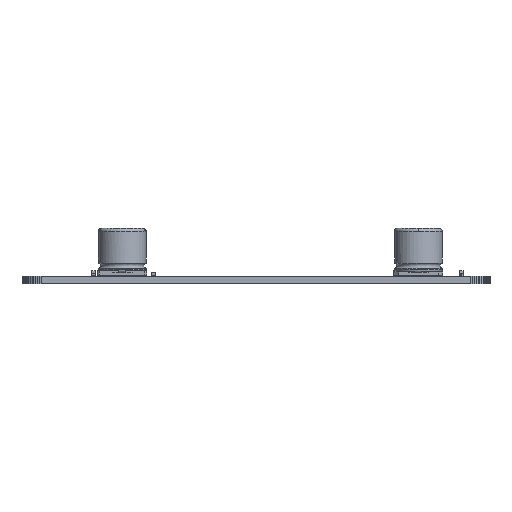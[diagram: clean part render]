
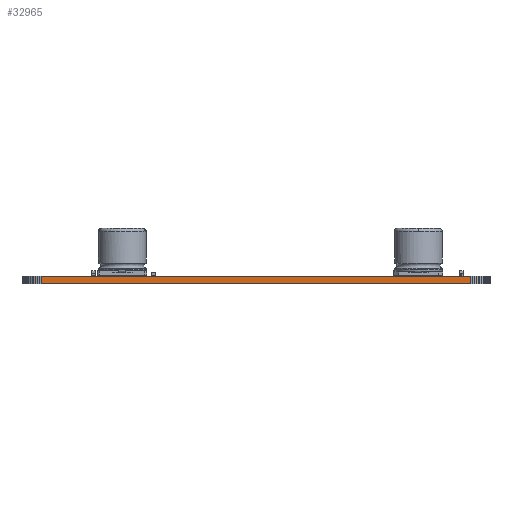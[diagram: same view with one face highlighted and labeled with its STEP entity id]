
A CAD part, left-side view. The second image highlights one B-rep face of the part: STEP entity #32965.
In plain terms, the highlighted planar face has unit normal (-1, 0, 0).
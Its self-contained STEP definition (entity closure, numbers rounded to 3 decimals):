
#10791 = PLANE('',#10792);
#10792 = AXIS2_PLACEMENT_3D('',#10793,#10794,#10795);
#10793 = CARTESIAN_POINT('',(49.,49.,1.58));
#10794 = DIRECTION('',(-0.,-0.,-1.));
#10795 = DIRECTION('',(-1.,0.,0.));
#10845 = PLANE('',#10846);
#10846 = AXIS2_PLACEMENT_3D('',#10847,#10848,#10849);
#10847 = CARTESIAN_POINT('',(49.,49.,0.));
#10848 = DIRECTION('',(-0.,-0.,-1.));
#10849 = DIRECTION('',(-1.,0.,0.));
#12298 = VERTEX_POINT('',#12299);
#12299 = CARTESIAN_POINT('',(0.,4.,0.));
#12313 = PLANE('',#12314);
#12314 = AXIS2_PLACEMENT_3D('',#12315,#12316,#12317);
#12315 = CARTESIAN_POINT('',(0.019,3.608,0.));
#12316 = DIRECTION('',(-0.999,-0.049,0.));
#12317 = DIRECTION('',(-0.049,0.999,0.));
#12325 = EDGE_CURVE('',#12298,#12326,#12328,.T.);
#12326 = VERTEX_POINT('',#12327);
#12327 = CARTESIAN_POINT('',(0.,94.,0.));
#12328 = SURFACE_CURVE('',#12329,(#12333,#12340),.PCURVE_S1.);
#12329 = LINE('',#12330,#12331);
#12330 = CARTESIAN_POINT('',(0.,4.,0.));
#12331 = VECTOR('',#12332,1.);
#12332 = DIRECTION('',(0.,1.,0.));
#12333 = PCURVE('',#10845,#12334);
#12334 = DEFINITIONAL_REPRESENTATION('',(#12335),#12339);
#12335 = LINE('',#12336,#12337);
#12336 = CARTESIAN_POINT('',(49.,-45.));
#12337 = VECTOR('',#12338,1.);
#12338 = DIRECTION('',(0.,1.));
#12339 = ( GEOMETRIC_REPRESENTATION_CONTEXT(2) 
PARAMETRIC_REPRESENTATION_CONTEXT() REPRESENTATION_CONTEXT('2D SPACE',''
  ) );
#12340 = PCURVE('',#12341,#12346);
#12341 = PLANE('',#12342);
#12342 = AXIS2_PLACEMENT_3D('',#12343,#12344,#12345);
#12343 = CARTESIAN_POINT('',(0.,4.,0.));
#12344 = DIRECTION('',(-1.,0.,0.));
#12345 = DIRECTION('',(0.,1.,0.));
#12346 = DEFINITIONAL_REPRESENTATION('',(#12347),#12351);
#12347 = LINE('',#12348,#12349);
#12348 = CARTESIAN_POINT('',(0.,0.));
#12349 = VECTOR('',#12350,1.);
#12350 = DIRECTION('',(1.,0.));
#12351 = ( GEOMETRIC_REPRESENTATION_CONTEXT(2) 
PARAMETRIC_REPRESENTATION_CONTEXT() REPRESENTATION_CONTEXT('2D SPACE',''
  ) );
#12369 = PLANE('',#12370);
#12370 = AXIS2_PLACEMENT_3D('',#12371,#12372,#12373);
#12371 = CARTESIAN_POINT('',(0.,94.,0.));
#12372 = DIRECTION('',(-0.999,0.049,0.));
#12373 = DIRECTION('',(0.049,0.999,0.));
#23585 = VERTEX_POINT('',#23586);
#23586 = CARTESIAN_POINT('',(0.,4.,1.58));
#23607 = EDGE_CURVE('',#23585,#23608,#23610,.T.);
#23608 = VERTEX_POINT('',#23609);
#23609 = CARTESIAN_POINT('',(0.,94.,1.58));
#23610 = SURFACE_CURVE('',#23611,(#23615,#23622),.PCURVE_S1.);
#23611 = LINE('',#23612,#23613);
#23612 = CARTESIAN_POINT('',(0.,4.,1.58));
#23613 = VECTOR('',#23614,1.);
#23614 = DIRECTION('',(0.,1.,0.));
#23615 = PCURVE('',#10791,#23616);
#23616 = DEFINITIONAL_REPRESENTATION('',(#23617),#23621);
#23617 = LINE('',#23618,#23619);
#23618 = CARTESIAN_POINT('',(49.,-45.));
#23619 = VECTOR('',#23620,1.);
#23620 = DIRECTION('',(0.,1.));
#23621 = ( GEOMETRIC_REPRESENTATION_CONTEXT(2) 
PARAMETRIC_REPRESENTATION_CONTEXT() REPRESENTATION_CONTEXT('2D SPACE',''
  ) );
#23622 = PCURVE('',#12341,#23623);
#23623 = DEFINITIONAL_REPRESENTATION('',(#23624),#23628);
#23624 = LINE('',#23625,#23626);
#23625 = CARTESIAN_POINT('',(0.,-1.58));
#23626 = VECTOR('',#23627,1.);
#23627 = DIRECTION('',(1.,0.));
#23628 = ( GEOMETRIC_REPRESENTATION_CONTEXT(2) 
PARAMETRIC_REPRESENTATION_CONTEXT() REPRESENTATION_CONTEXT('2D SPACE',''
  ) );
#32915 = EDGE_CURVE('',#12326,#23608,#32916,.T.);
#32916 = SURFACE_CURVE('',#32917,(#32921,#32928),.PCURVE_S1.);
#32917 = LINE('',#32918,#32919);
#32918 = CARTESIAN_POINT('',(0.,94.,0.));
#32919 = VECTOR('',#32920,1.);
#32920 = DIRECTION('',(0.,0.,1.));
#32921 = PCURVE('',#12369,#32922);
#32922 = DEFINITIONAL_REPRESENTATION('',(#32923),#32927);
#32923 = LINE('',#32924,#32925);
#32924 = CARTESIAN_POINT('',(0.,0.));
#32925 = VECTOR('',#32926,1.);
#32926 = DIRECTION('',(0.,-1.));
#32927 = ( GEOMETRIC_REPRESENTATION_CONTEXT(2) 
PARAMETRIC_REPRESENTATION_CONTEXT() REPRESENTATION_CONTEXT('2D SPACE',''
  ) );
#32928 = PCURVE('',#12341,#32929);
#32929 = DEFINITIONAL_REPRESENTATION('',(#32930),#32934);
#32930 = LINE('',#32931,#32932);
#32931 = CARTESIAN_POINT('',(90.,0.));
#32932 = VECTOR('',#32933,1.);
#32933 = DIRECTION('',(0.,-1.));
#32934 = ( GEOMETRIC_REPRESENTATION_CONTEXT(2) 
PARAMETRIC_REPRESENTATION_CONTEXT() REPRESENTATION_CONTEXT('2D SPACE',''
  ) );
#32965 = ADVANCED_FACE('',(#32966),#12341,.T.);
#32966 = FACE_BOUND('',#32967,.T.);
#32967 = EDGE_LOOP('',(#32968,#32989,#32990,#32991));
#32968 = ORIENTED_EDGE('',*,*,#32969,.T.);
#32969 = EDGE_CURVE('',#12298,#23585,#32970,.T.);
#32970 = SURFACE_CURVE('',#32971,(#32975,#32982),.PCURVE_S1.);
#32971 = LINE('',#32972,#32973);
#32972 = CARTESIAN_POINT('',(0.,4.,0.));
#32973 = VECTOR('',#32974,1.);
#32974 = DIRECTION('',(0.,0.,1.));
#32975 = PCURVE('',#12341,#32976);
#32976 = DEFINITIONAL_REPRESENTATION('',(#32977),#32981);
#32977 = LINE('',#32978,#32979);
#32978 = CARTESIAN_POINT('',(0.,0.));
#32979 = VECTOR('',#32980,1.);
#32980 = DIRECTION('',(0.,-1.));
#32981 = ( GEOMETRIC_REPRESENTATION_CONTEXT(2) 
PARAMETRIC_REPRESENTATION_CONTEXT() REPRESENTATION_CONTEXT('2D SPACE',''
  ) );
#32982 = PCURVE('',#12313,#32983);
#32983 = DEFINITIONAL_REPRESENTATION('',(#32984),#32988);
#32984 = LINE('',#32985,#32986);
#32985 = CARTESIAN_POINT('',(0.393,0.));
#32986 = VECTOR('',#32987,1.);
#32987 = DIRECTION('',(0.,-1.));
#32988 = ( GEOMETRIC_REPRESENTATION_CONTEXT(2) 
PARAMETRIC_REPRESENTATION_CONTEXT() REPRESENTATION_CONTEXT('2D SPACE',''
  ) );
#32989 = ORIENTED_EDGE('',*,*,#23607,.T.);
#32990 = ORIENTED_EDGE('',*,*,#32915,.F.);
#32991 = ORIENTED_EDGE('',*,*,#12325,.F.);
